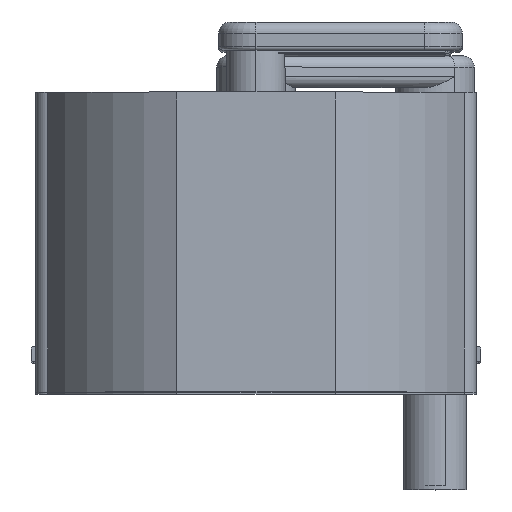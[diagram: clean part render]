
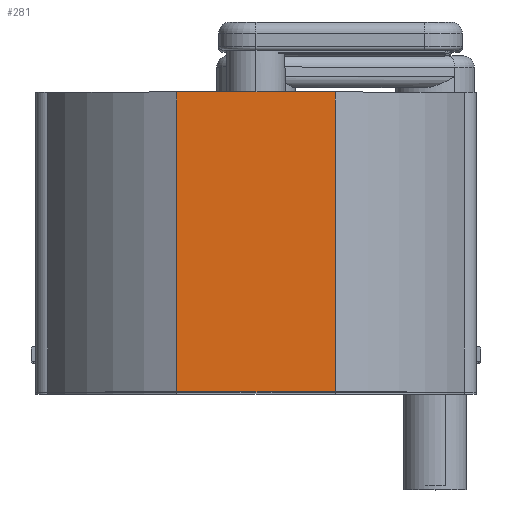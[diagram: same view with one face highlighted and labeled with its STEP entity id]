
A CAD part, top view. The second image highlights one B-rep face of the part: STEP entity #281.
In plain terms, the highlighted face is planar.
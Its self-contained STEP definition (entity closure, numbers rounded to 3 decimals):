
#281 = ADVANCED_FACE ( 'NONE', ( #20125 ), #3103, .F. ) ;
#602 = DIRECTION ( 'NONE',  ( 0., 0., 1. ) ) ;
#2042 = VECTOR ( 'NONE', #22300, 1000. ) ;
#3103 = PLANE ( 'NONE',  #13124 ) ;
#5546 = LINE ( 'NONE', #20815, #2042 ) ;
#7019 = DIRECTION ( 'NONE',  ( 1., 0., 0. ) ) ;
#7237 = CARTESIAN_POINT ( 'NONE',  ( -42.307, -112.5, -197.987 ) ) ;
#7708 = ORIENTED_EDGE ( 'NONE', *, *, #23575, .T. ) ;
#8294 = VECTOR ( 'NONE', #7019, 1000. ) ;
#11037 = LINE ( 'NONE', #7237, #17455 ) ;
#12055 = VERTEX_POINT ( 'NONE', #12598 ) ;
#12598 = CARTESIAN_POINT ( 'NONE',  ( 42.307, -112.5, -80. ) ) ;
#12951 = ORIENTED_EDGE ( 'NONE', *, *, #20193, .F. ) ;
#12981 = ORIENTED_EDGE ( 'NONE', *, *, #18678, .F. ) ;
#13124 = AXIS2_PLACEMENT_3D ( 'NONE', #19637, #17638, #602 ) ;
#13470 = CARTESIAN_POINT ( 'NONE',  ( 42.307, -112.5, 80. ) ) ;
#13784 = EDGE_CURVE ( 'NONE', #23042, #12055, #16179, .T. ) ;
#14436 = LINE ( 'NONE', #24185, #8294 ) ;
#15298 = VECTOR ( 'NONE', #23778, 1000. ) ;
#15310 = VERTEX_POINT ( 'NONE', #20819 ) ;
#16179 = LINE ( 'NONE', #17558, #15298 ) ;
#16641 = DIRECTION ( 'NONE',  ( 0., 0., 1. ) ) ;
#17455 = VECTOR ( 'NONE', #16641, 1000. ) ;
#17558 = CARTESIAN_POINT ( 'NONE',  ( -34.433, -112.5, -80. ) ) ;
#17638 = DIRECTION ( 'NONE',  ( 0., 1., 0. ) ) ;
#18291 = VERTEX_POINT ( 'NONE', #13470 ) ;
#18678 = EDGE_CURVE ( 'NONE', #15310, #18291, #14436, .T. ) ;
#19637 = CARTESIAN_POINT ( 'NONE',  ( -34.433, -112.5, 80. ) ) ;
#20125 = FACE_OUTER_BOUND ( 'NONE', #20354, .T. ) ;
#20193 = EDGE_CURVE ( 'NONE', #23042, #15310, #11037, .T. ) ;
#20354 = EDGE_LOOP ( 'NONE', ( #22706, #7708, #12981, #12951 ) ) ;
#20815 = CARTESIAN_POINT ( 'NONE',  ( 42.307, -112.5, -197.987 ) ) ;
#20819 = CARTESIAN_POINT ( 'NONE',  ( -42.307, -112.5, 80. ) ) ;
#22300 = DIRECTION ( 'NONE',  ( 0., 0., 1. ) ) ;
#22706 = ORIENTED_EDGE ( 'NONE', *, *, #13784, .T. ) ;
#23015 = CARTESIAN_POINT ( 'NONE',  ( -42.307, -112.5, -80. ) ) ;
#23042 = VERTEX_POINT ( 'NONE', #23015 ) ;
#23575 = EDGE_CURVE ( 'NONE', #12055, #18291, #5546, .T. ) ;
#23778 = DIRECTION ( 'NONE',  ( 1., 0., 0. ) ) ;
#24185 = CARTESIAN_POINT ( 'NONE',  ( -34.433, -112.5, 80. ) ) ;
